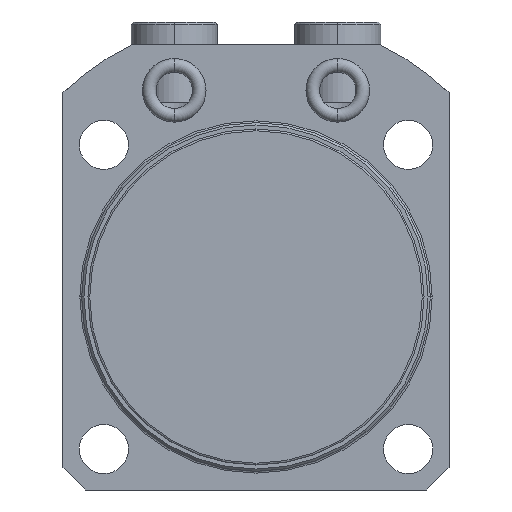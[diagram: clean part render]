
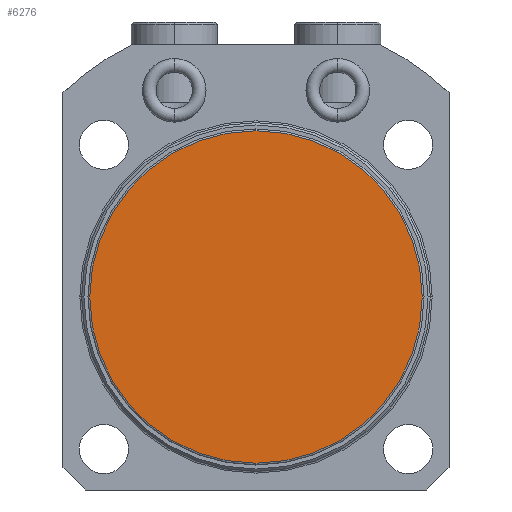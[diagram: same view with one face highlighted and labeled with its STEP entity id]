
A CAD part, front view. The second image highlights one B-rep face of the part: STEP entity #6276.
In plain terms, the highlighted planar face has unit normal (0, -1, 0).
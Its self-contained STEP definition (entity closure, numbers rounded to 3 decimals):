
#2118=CARTESIAN_POINT('',(0.,-85.5,0.));
#2119=DIRECTION('',(0.,-1.,0.));
#2120=DIRECTION('',(0.,0.,1.));
#2121=AXIS2_PLACEMENT_3D('',#2118,#2119,#2120);
#2126=CARTESIAN_POINT('',(0.,-85.5,0.));
#2127=DIRECTION('',(0.,-1.,0.));
#2128=DIRECTION('',(0.,0.,-1.));
#2129=AXIS2_PLACEMENT_3D('',#2126,#2127,#2128);
#4481=CARTESIAN_POINT('',(0.,-85.5,36.6));
#4482=CARTESIAN_POINT('',(0.,-85.5,-36.6));
#4483=VERTEX_POINT('',#4481);
#4484=VERTEX_POINT('',#4482);
#6266=CARTESIAN_POINT('',(0.,-85.5,0.));
#6267=DIRECTION('',(0.,-1.,0.));
#6268=DIRECTION('',(0.,0.,-1.));
#6269=AXIS2_PLACEMENT_3D('',#6266,#6267,#6268);
#6270=PLANE('',#6269);
#6272=ORIENTED_EDGE('',*,*,#6271,.F.);
#6273=ORIENTED_EDGE('',*,*,#6256,.F.);
#6274=EDGE_LOOP('',(#6272,#6273));
#6275=FACE_OUTER_BOUND('',#6274,.F.);
#2122=CIRCLE('',#2121,36.6);
#2130=CIRCLE('',#2129,36.6);
#6256=EDGE_CURVE('',#4484,#4483,#2130,.T.);
#6271=EDGE_CURVE('',#4483,#4484,#2122,.T.);
#6276=ADVANCED_FACE('',(#6275),#6270,.T.);
